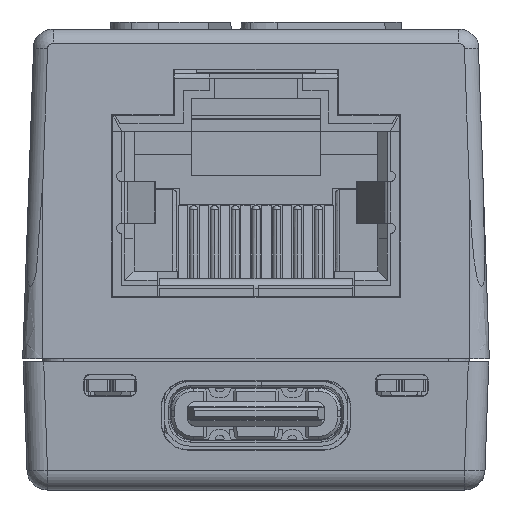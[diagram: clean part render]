
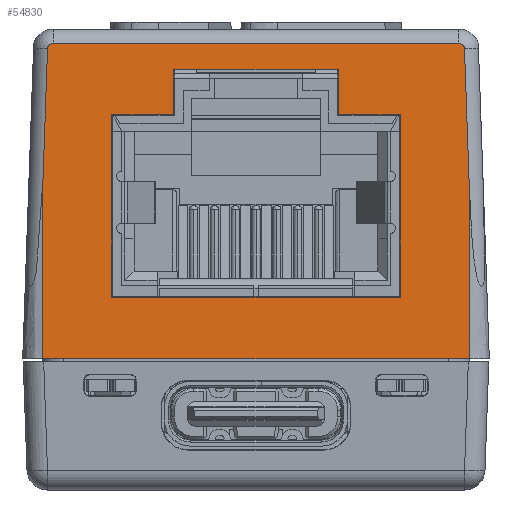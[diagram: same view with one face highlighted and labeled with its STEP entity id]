
A CAD part, front view. The second image highlights one B-rep face of the part: STEP entity #54830.
In plain terms, the highlighted planar face has unit normal (0, -0.999, 0.035).
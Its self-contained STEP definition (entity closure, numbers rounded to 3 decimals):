
#1163=FACE_BOUND('',#8644,.T.);
#2768=CIRCLE('',#57970,0.277);
#2769=CIRCLE('',#57971,0.277);
#3637=PLANE('',#57969);
#5729=FACE_OUTER_BOUND('',#8643,.T.);
#8643=EDGE_LOOP('',(#38401,#38402,#38403,#38404,#38405,#38406,#38407,#38408));
#8644=EDGE_LOOP('',(#38409,#38410,#38411,#38412,#38413,#38414,#38415,#38416));
#11791=LINE('',#75179,#18004);
#11795=LINE('',#75187,#18008);
#11798=LINE('',#75193,#18011);
#11801=LINE('',#75199,#18014);
#11822=LINE('',#75407,#18035);
#11823=LINE('',#75411,#18036);
#11824=LINE('',#75413,#18037);
#11825=LINE('',#75415,#18038);
#11826=LINE('',#75417,#18039);
#11827=LINE('',#75419,#18040);
#11828=LINE('',#75422,#18041);
#11829=LINE('',#75424,#18042);
#11830=LINE('',#75426,#18043);
#11831=LINE('',#75427,#18044);
#18004=VECTOR('',#61798,10.);
#18008=VECTOR('',#61804,10.);
#18011=VECTOR('',#61809,10.);
#18014=VECTOR('',#61814,10.);
#18035=VECTOR('',#61859,10.);
#18036=VECTOR('',#61862,10.);
#18037=VECTOR('',#61863,10.);
#18038=VECTOR('',#61864,10.);
#18039=VECTOR('',#61865,10.);
#18040=VECTOR('',#61866,10.);
#18041=VECTOR('',#61869,10.);
#18042=VECTOR('',#61870,10.);
#18043=VECTOR('',#61871,10.);
#18044=VECTOR('',#61872,10.);
#24382=VERTEX_POINT('',#75177);
#24383=VERTEX_POINT('',#75178);
#24386=VERTEX_POINT('',#75186);
#24388=VERTEX_POINT('',#75192);
#24390=VERTEX_POINT('',#75198);
#24418=VERTEX_POINT('',#75405);
#24419=VERTEX_POINT('',#75406);
#24420=VERTEX_POINT('',#75408);
#24421=VERTEX_POINT('',#75410);
#24422=VERTEX_POINT('',#75412);
#24423=VERTEX_POINT('',#75414);
#24424=VERTEX_POINT('',#75416);
#24425=VERTEX_POINT('',#75418);
#24426=VERTEX_POINT('',#75421);
#24427=VERTEX_POINT('',#75423);
#24428=VERTEX_POINT('',#75425);
#29830=EDGE_CURVE('',#24382,#24383,#11791,.T.);
#29834=EDGE_CURVE('',#24386,#24382,#11795,.T.);
#29837=EDGE_CURVE('',#24388,#24386,#11798,.T.);
#29840=EDGE_CURVE('',#24390,#24388,#11801,.T.);
#29873=EDGE_CURVE('',#24418,#24419,#11822,.T.);
#29874=EDGE_CURVE('',#24420,#24418,#2768,.T.);
#29875=EDGE_CURVE('',#24421,#24420,#11823,.F.);
#29876=EDGE_CURVE('',#24421,#24422,#11824,.T.);
#29877=EDGE_CURVE('',#24423,#24422,#11825,.F.);
#29878=EDGE_CURVE('',#24424,#24423,#11826,.T.);
#29879=EDGE_CURVE('',#24424,#24425,#11827,.T.);
#29880=EDGE_CURVE('',#24419,#24425,#2769,.T.);
#29881=EDGE_CURVE('',#24383,#24426,#11828,.T.);
#29882=EDGE_CURVE('',#24426,#24427,#11829,.T.);
#29883=EDGE_CURVE('',#24427,#24428,#11830,.T.);
#29884=EDGE_CURVE('',#24428,#24390,#11831,.T.);
#38401=ORIENTED_EDGE('',*,*,#29873,.F.);
#38402=ORIENTED_EDGE('',*,*,#29874,.F.);
#38403=ORIENTED_EDGE('',*,*,#29875,.F.);
#38404=ORIENTED_EDGE('',*,*,#29876,.T.);
#38405=ORIENTED_EDGE('',*,*,#29877,.F.);
#38406=ORIENTED_EDGE('',*,*,#29878,.F.);
#38407=ORIENTED_EDGE('',*,*,#29879,.T.);
#38408=ORIENTED_EDGE('',*,*,#29880,.F.);
#38409=ORIENTED_EDGE('',*,*,#29840,.T.);
#38410=ORIENTED_EDGE('',*,*,#29837,.T.);
#38411=ORIENTED_EDGE('',*,*,#29834,.T.);
#38412=ORIENTED_EDGE('',*,*,#29830,.T.);
#38413=ORIENTED_EDGE('',*,*,#29881,.T.);
#38414=ORIENTED_EDGE('',*,*,#29882,.T.);
#38415=ORIENTED_EDGE('',*,*,#29883,.T.);
#38416=ORIENTED_EDGE('',*,*,#29884,.T.);
#54830=ADVANCED_FACE('',(#5729,#1163),#3637,.T.);
#57969=AXIS2_PLACEMENT_3D('',#75404,#61857,#61858);
#57970=AXIS2_PLACEMENT_3D('',#75409,#61860,#61861);
#57971=AXIS2_PLACEMENT_3D('',#75420,#61867,#61868);
#61798=DIRECTION('',(1.,0.,0.));
#61804=DIRECTION('',(0.001,0.035,0.999));
#61809=DIRECTION('',(1.,0.,0.));
#61814=DIRECTION('',(0.001,0.035,0.999));
#61857=DIRECTION('center_axis',(0.,-0.999,
0.035));
#61858=DIRECTION('ref_axis',(-1.,0.,0.));
#61859=DIRECTION('',(1.,0.,0.));
#61860=DIRECTION('center_axis',(0.,0.999,
-0.035));
#61861=DIRECTION('ref_axis',(0.,0.035,0.999));
#61862=DIRECTION('',(-0.035,-0.035,-0.999));
#61863=DIRECTION('',(0.,-0.035,-0.999));
#61864=DIRECTION('',(1.,0.,0.));
#61865=DIRECTION('',(0.,-0.035,-0.999));
#61866=DIRECTION('',(-0.035,0.035,0.999));
#61867=DIRECTION('center_axis',(0.,0.999,
-0.035));
#61868=DIRECTION('ref_axis',(0.,0.035,0.999));
#61869=DIRECTION('',(0.001,-0.035,-0.999));
#61870=DIRECTION('',(1.,0.,0.));
#61871=DIRECTION('',(0.001,-0.035,-0.999));
#61872=DIRECTION('',(-1.,0.,0.));
#75177=CARTESIAN_POINT('',(-3.864,-29.797,14.406));
#75178=CARTESIAN_POINT('',(4.179,-29.797,14.406));
#75179=CARTESIAN_POINT('',(7.373,-29.797,14.406));
#75186=CARTESIAN_POINT('',(-3.866,-29.874,12.197));
#75187=CARTESIAN_POINT('',(-3.868,-30.029,7.761));
#75192=CARTESIAN_POINT('',(-6.888,-29.874,12.197));
#75193=CARTESIAN_POINT('',(3.342,-29.874,12.197));
#75198=CARTESIAN_POINT('',(-6.894,-30.185,3.282));
#75199=CARTESIAN_POINT('',(-6.892,-30.067,6.659));
#75404=CARTESIAN_POINT('Origin',(10.558,-30.261,1.117));
#75405=CARTESIAN_POINT('',(-9.744,-29.753,15.678));
#75406=CARTESIAN_POINT('',(10.059,-29.753,15.678));
#75407=CARTESIAN_POINT('',(-5.543,-29.753,15.678));
#75408=CARTESIAN_POINT('',(-10.021,-29.762,15.411));
#75409=CARTESIAN_POINT('Origin',(-9.744,-29.762,15.401));
#75410=CARTESIAN_POINT('',(-10.243,-29.984,9.041));
#75411=CARTESIAN_POINT('',(-10.03,-29.771,15.135));
#75412=CARTESIAN_POINT('',(-10.243,-30.291,0.268));
#75413=CARTESIAN_POINT('',(-10.243,-30.3,0.));
#75414=CARTESIAN_POINT('',(10.558,-30.291,0.268));
#75415=CARTESIAN_POINT('',(5.358,-30.291,0.268));
#75416=CARTESIAN_POINT('',(10.558,-29.984,9.041));
#75417=CARTESIAN_POINT('',(10.558,-30.3,0.));
#75418=CARTESIAN_POINT('',(10.336,-29.762,15.411));
#75419=CARTESIAN_POINT('',(10.369,-29.795,14.465));
#75420=CARTESIAN_POINT('Origin',(10.059,-29.762,15.401));
#75421=CARTESIAN_POINT('',(4.181,-29.874,12.197));
#75422=CARTESIAN_POINT('',(4.184,-30.068,6.651));
#75423=CARTESIAN_POINT('',(7.203,-29.874,12.197));
#75424=CARTESIAN_POINT('',(8.884,-29.874,12.197));
#75425=CARTESIAN_POINT('',(7.209,-30.185,3.282));
#75426=CARTESIAN_POINT('',(7.209,-30.223,2.195));
#75427=CARTESIAN_POINT('',(1.831,-30.185,3.282));
